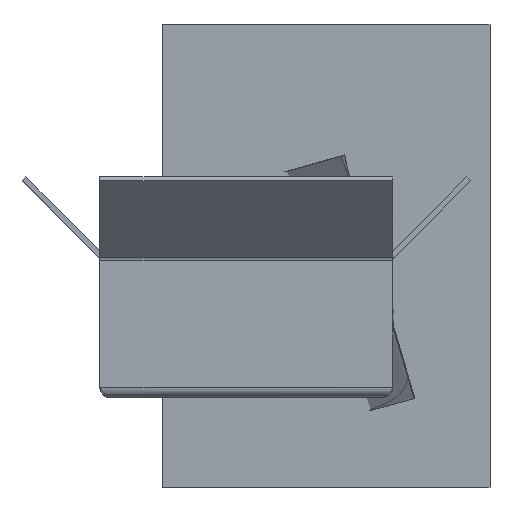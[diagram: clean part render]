
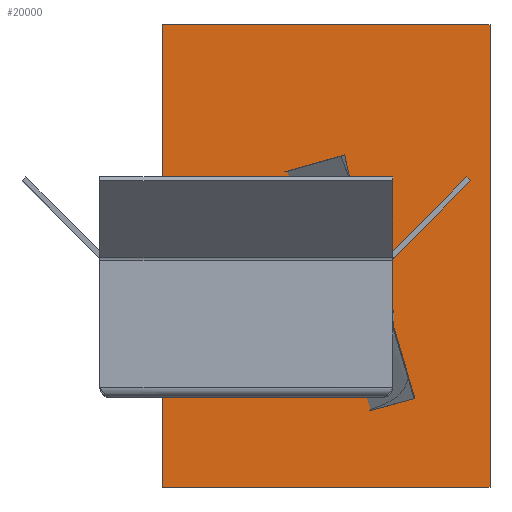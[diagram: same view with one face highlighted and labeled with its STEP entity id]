
A CAD part, top view. The second image highlights one B-rep face of the part: STEP entity #20000.
In plain terms, the highlighted planar face has unit normal (0, 0, 1).
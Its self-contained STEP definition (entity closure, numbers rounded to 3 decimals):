
#2339 = VERTEX_POINT ( 'NONE', #24780 ) ;
#4021 = CARTESIAN_POINT ( 'NONE',  ( 0., 0., 0.1 ) ) ;
#4491 = DIRECTION ( 'NONE',  ( -1., 0., 0. ) ) ;
#8630 = AXIS2_PLACEMENT_3D ( 'NONE', #4021, #37383, #4491 ) ;
#9398 = VECTOR ( 'NONE', #43620, 1000. ) ;
#10916 = VERTEX_POINT ( 'NONE', #59258 ) ;
#16203 = CARTESIAN_POINT ( 'NONE',  ( 210., 0., 0.1 ) ) ;
#17082 = ORIENTED_EDGE ( 'NONE', *, *, #50968, .T. ) ;
#18023 = EDGE_CURVE ( 'NONE', #18756, #39538, #22606, .T. ) ;
#18756 = VERTEX_POINT ( 'NONE', #32779 ) ;
#20000 = ADVANCED_FACE ( 'NONE', ( #23303 ), #59131, .F. ) ;
#20429 = VECTOR ( 'NONE', #65450, 1000. ) ;
#20770 = VECTOR ( 'NONE', #22325, 1000. ) ;
#22325 = DIRECTION ( 'NONE',  ( 0., -1., 0. ) ) ;
#22482 = EDGE_LOOP ( 'NONE', ( #22840, #59969, #17082, #25617 ) ) ;
#22606 = LINE ( 'NONE', #52507, #50071 ) ;
#22840 = ORIENTED_EDGE ( 'NONE', *, *, #47978, .T. ) ;
#23303 = FACE_OUTER_BOUND ( 'NONE', #22482, .T. ) ;
#24780 = CARTESIAN_POINT ( 'NONE',  ( 210., 0., 0.1 ) ) ;
#25617 = ORIENTED_EDGE ( 'NONE', *, *, #18023, .T. ) ;
#30721 = DIRECTION ( 'NONE',  ( -1., 0., 0. ) ) ;
#32779 = CARTESIAN_POINT ( 'NONE',  ( 210., 148.5, 0.1 ) ) ;
#33635 = CARTESIAN_POINT ( 'NONE',  ( 0., 148.5, 0.1 ) ) ;
#37101 = LINE ( 'NONE', #60628, #20770 ) ;
#37383 = DIRECTION ( 'NONE',  ( 0., 0., -1. ) ) ;
#39538 = VERTEX_POINT ( 'NONE', #33635 ) ;
#43620 = DIRECTION ( 'NONE',  ( 0., 1., 0. ) ) ;
#47978 = EDGE_CURVE ( 'NONE', #39538, #10916, #37101, .T. ) ;
#49622 = LINE ( 'NONE', #71006, #20429 ) ;
#50071 = VECTOR ( 'NONE', #30721, 1000. ) ;
#50968 = EDGE_CURVE ( 'NONE', #2339, #18756, #54913, .T. ) ;
#52507 = CARTESIAN_POINT ( 'NONE',  ( 0., 148.5, 0.1 ) ) ;
#54913 = LINE ( 'NONE', #16203, #9398 ) ;
#57901 = EDGE_CURVE ( 'NONE', #10916, #2339, #49622, .T. ) ;
#59131 = PLANE ( 'NONE',  #8630 ) ;
#59258 = CARTESIAN_POINT ( 'NONE',  ( 0., 0., 0.1 ) ) ;
#59969 = ORIENTED_EDGE ( 'NONE', *, *, #57901, .T. ) ;
#60628 = CARTESIAN_POINT ( 'NONE',  ( 0., 0., 0.1 ) ) ;
#65450 = DIRECTION ( 'NONE',  ( 1., 0., 0. ) ) ;
#71006 = CARTESIAN_POINT ( 'NONE',  ( 0., 0., 0.1 ) ) ;
